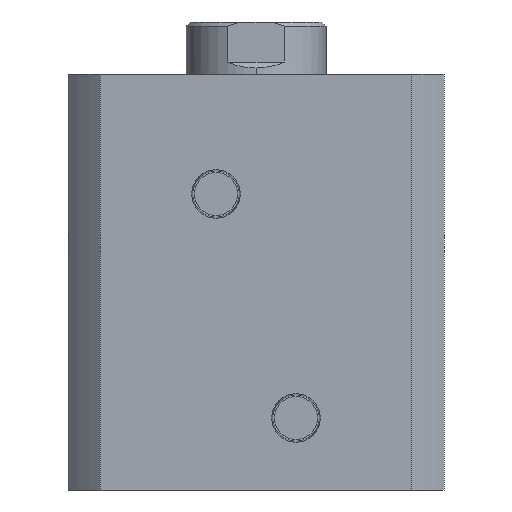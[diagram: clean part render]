
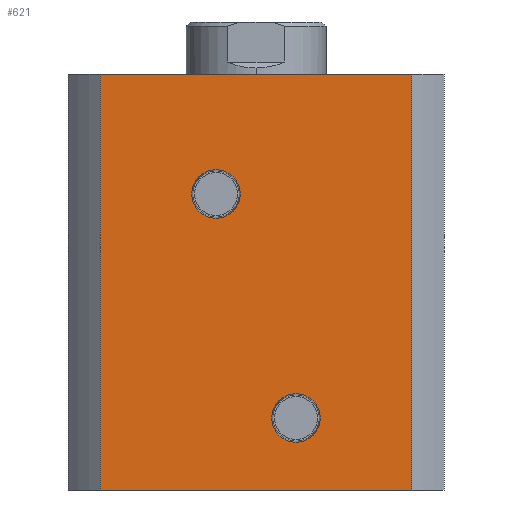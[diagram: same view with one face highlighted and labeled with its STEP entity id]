
A CAD part, left-side view. The second image highlights one B-rep face of the part: STEP entity #621.
In plain terms, the highlighted planar face has unit normal (-1, 0, 0).
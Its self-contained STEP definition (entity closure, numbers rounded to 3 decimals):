
#239 = VERTEX_POINT ( 'NONE', #3212 ) ;
#251 = VERTEX_POINT ( 'NONE', #3215 ) ;
#263 = VERTEX_POINT ( 'NONE', #3220 ) ;
#378 = VERTEX_POINT ( 'NONE', #3265 ) ;
#405 = VERTEX_POINT ( 'NONE', #3293 ) ;
#408 = VERTEX_POINT ( 'NONE', #3296 ) ;
#473 = VERTEX_POINT ( 'NONE', #3411 ) ;
#502 = VERTEX_POINT ( 'NONE', #3440 ) ;
#555 = FACE_BOUND ( 'NONE', #2220, .T. ) ;
#621 = ADVANCED_FACE ( 'NONE', ( #3015, #555, #3032 ), #1575, .F. ) ;
#800 = DIRECTION ( 'NONE',  ( 0., 0., -1. ) ) ;
#806 = CARTESIAN_POINT ( 'NONE',  ( -47., 38.884, 104. ) ) ;
#815 = CARTESIAN_POINT ( 'NONE',  ( -47., 0., 0. ) ) ;
#816 = DIRECTION ( 'NONE',  ( 0., -1., 0. ) ) ;
#817 = CARTESIAN_POINT ( 'NONE',  ( -47., 10., 74. ) ) ;
#818 = DIRECTION ( 'NONE',  ( -1., 0., 0. ) ) ;
#819 = DIRECTION ( 'NONE',  ( 0., 0., 1. ) ) ;
#821 = CARTESIAN_POINT ( 'NONE',  ( -47., 0., 104. ) ) ;
#822 = CARTESIAN_POINT ( 'NONE',  ( -47., -10., 18. ) ) ;
#823 = DIRECTION ( 'NONE',  ( -1., 0., 0. ) ) ;
#824 = DIRECTION ( 'NONE',  ( 0., 0., 1. ) ) ;
#825 = CARTESIAN_POINT ( 'NONE',  ( -47., -38.884, 104. ) ) ;
#827 = DIRECTION ( 'NONE',  ( 0., 0., -1. ) ) ;
#828 = DIRECTION ( 'NONE',  ( 0., -1., 0. ) ) ;
#1107 = CIRCLE ( 'NONE', #2810, 6.06 ) ;
#1119 = CIRCLE ( 'NONE', #2814, 6.06 ) ;
#1352 = LINE ( 'NONE', #806, #1354 ) ;
#1353 = LINE ( 'NONE', #821, #1363 ) ;
#1354 = VECTOR ( 'NONE', #800, 1000. ) ;
#1355 = CIRCLE ( 'NONE', #2837, 6.06 ) ;
#1356 = CIRCLE ( 'NONE', #2838, 6.06 ) ;
#1357 = LINE ( 'NONE', #815, #1359 ) ;
#1358 = LINE ( 'NONE', #825, #1361 ) ;
#1359 = VECTOR ( 'NONE', #816, 1000. ) ;
#1361 = VECTOR ( 'NONE', #827, 1000. ) ;
#1363 = VECTOR ( 'NONE', #828, 1000. ) ;
#1565 = DIRECTION ( 'NONE',  ( 1., 0., 0. ) ) ;
#1573 = CARTESIAN_POINT ( 'NONE',  ( -47., 0., 104. ) ) ;
#1575 = PLANE ( 'NONE',  #2726 ) ;
#1577 = DIRECTION ( 'NONE',  ( 0., 1., 0. ) ) ;
#1879 = CARTESIAN_POINT ( 'NONE',  ( -47., 10., 74. ) ) ;
#1880 = DIRECTION ( 'NONE',  ( -1., 0., 0. ) ) ;
#1881 = DIRECTION ( 'NONE',  ( 0., 0., 1. ) ) ;
#1899 = CARTESIAN_POINT ( 'NONE',  ( -47., -10., 18. ) ) ;
#1900 = DIRECTION ( 'NONE',  ( -1., 0., 0. ) ) ;
#1901 = DIRECTION ( 'NONE',  ( 0., 0., 1. ) ) ;
#2217 = EDGE_LOOP ( 'NONE', ( #2530, #2504 ) ) ;
#2220 = EDGE_LOOP ( 'NONE', ( #2521, #2459 ) ) ;
#2221 = EDGE_LOOP ( 'NONE', ( #2462, #2466, #2472, #2478 ) ) ;
#2262 = EDGE_CURVE ( 'NONE', #378, #502, #1107, .T. ) ;
#2270 = EDGE_CURVE ( 'NONE', #239, #405, #1119, .T. ) ;
#2459 = ORIENTED_EDGE ( 'NONE', *, *, #2270, .F. ) ;
#2462 = ORIENTED_EDGE ( 'NONE', *, *, #2999, .T. ) ;
#2466 = ORIENTED_EDGE ( 'NONE', *, *, #3000, .F. ) ;
#2472 = ORIENTED_EDGE ( 'NONE', *, *, #3001, .F. ) ;
#2478 = ORIENTED_EDGE ( 'NONE', *, *, #2995, .T. ) ;
#2504 = ORIENTED_EDGE ( 'NONE', *, *, #2262, .F. ) ;
#2521 = ORIENTED_EDGE ( 'NONE', *, *, #2998, .F. ) ;
#2530 = ORIENTED_EDGE ( 'NONE', *, *, #2997, .F. ) ;
#2726 = AXIS2_PLACEMENT_3D ( 'NONE', #1573, #1565, #1577 ) ;
#2810 = AXIS2_PLACEMENT_3D ( 'NONE', #1879, #1880, #1881 ) ;
#2814 = AXIS2_PLACEMENT_3D ( 'NONE', #1899, #1900, #1901 ) ;
#2837 = AXIS2_PLACEMENT_3D ( 'NONE', #817, #818, #819 ) ;
#2838 = AXIS2_PLACEMENT_3D ( 'NONE', #822, #823, #824 ) ;
#2995 = EDGE_CURVE ( 'NONE', #263, #408, #1352, .T. ) ;
#2997 = EDGE_CURVE ( 'NONE', #502, #378, #1355, .T. ) ;
#2998 = EDGE_CURVE ( 'NONE', #405, #239, #1356, .T. ) ;
#2999 = EDGE_CURVE ( 'NONE', #408, #473, #1357, .T. ) ;
#3000 = EDGE_CURVE ( 'NONE', #251, #473, #1358, .T. ) ;
#3001 = EDGE_CURVE ( 'NONE', #263, #251, #1353, .T. ) ;
#3015 = FACE_BOUND ( 'NONE', #2217, .T. ) ;
#3032 = FACE_OUTER_BOUND ( 'NONE', #2221, .T. ) ;
#3212 = CARTESIAN_POINT ( 'NONE',  ( -47., -10., 11.94 ) ) ;
#3215 = CARTESIAN_POINT ( 'NONE',  ( -47., -38.884, 104. ) ) ;
#3220 = CARTESIAN_POINT ( 'NONE',  ( -47., 38.884, 104. ) ) ;
#3265 = CARTESIAN_POINT ( 'NONE',  ( -47., 10., 67.94 ) ) ;
#3293 = CARTESIAN_POINT ( 'NONE',  ( -47., -10., 24.06 ) ) ;
#3296 = CARTESIAN_POINT ( 'NONE',  ( -47., 38.884, 0. ) ) ;
#3411 = CARTESIAN_POINT ( 'NONE',  ( -47., -38.884, 0. ) ) ;
#3440 = CARTESIAN_POINT ( 'NONE',  ( -47., 10., 80.06 ) ) ;
